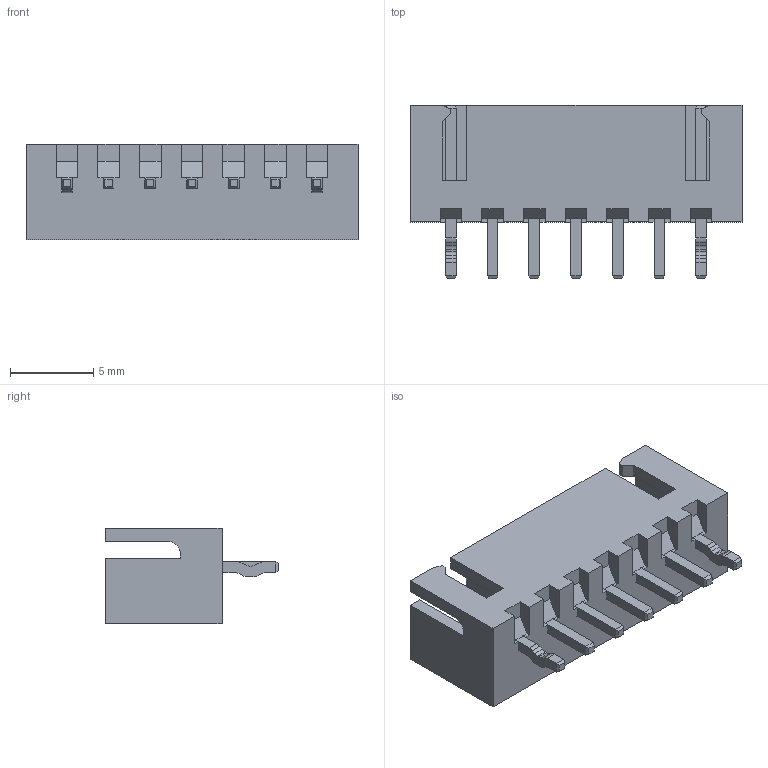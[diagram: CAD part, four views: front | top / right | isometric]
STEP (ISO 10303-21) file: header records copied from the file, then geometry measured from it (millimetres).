
FILE_DESCRIPTION(('FreeCAD Model'),'2;1');
FILE_NAME('Open CASCADE Shape Model','2022-01-01T09:31:28',('Author'),( ''),'Open CASCADE STEP processor 7.5','FreeCAD','Unknown');
FILE_SCHEMA(('AUTOMOTIVE_DESIGN { 1 0 10303 214 1 1 1 1 }'));
Length unit declared in the file: millimetre
Products named in the file (9): User Library-B7B-XH-A008; User Library-B7B-XH-A; User Library-B7B-XH-A001; User Library-B7B-XH-A002; User Library-B7B-XH-A003; User Library-B7B-XH-A004; User Library-B7B-XH-A005; User Library-B7B-XH-A006; User Library-B7B-XH-A007
Assembly tree (8 placements, depth 2):
  User Library-B7B-XH-A008
    User Library-B7B-XH-A
    User Library-B7B-XH-A001
    User Library-B7B-XH-A002
    User Library-B7B-XH-A003
    User Library-B7B-XH-A004
    User Library-B7B-XH-A005
    User Library-B7B-XH-A006
    User Library-B7B-XH-A007
Bounding box: 19.9 x 10.4 x 5.75 mm (x, y, z)
Surface area: 1032.6 mm2 (no closed solid volume)
Topology: 0 solids, 8 shells, 204 faces, 571 edges, 376 vertices
Faces by surface type: plane 186, cylinder 18
Entity records: 14194 total; most frequent: CARTESIAN_POINT 2334, DIRECTION 2088, LINE 1571, VECTOR 1571, ORIENTED_EDGE 1072, PCURVE 1072, DEFINITIONAL_REPRESENTATION 1072, EDGE_CURVE 571
